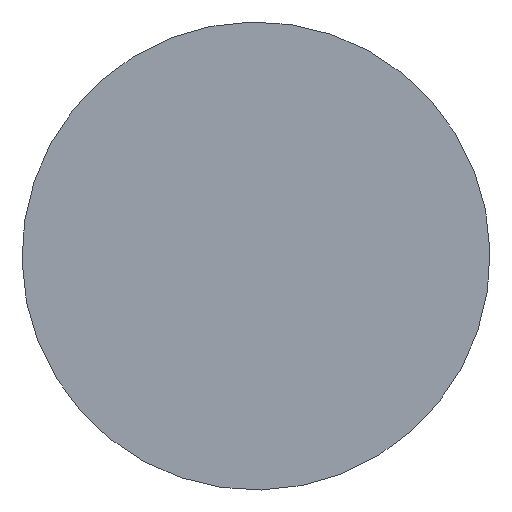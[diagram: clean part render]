
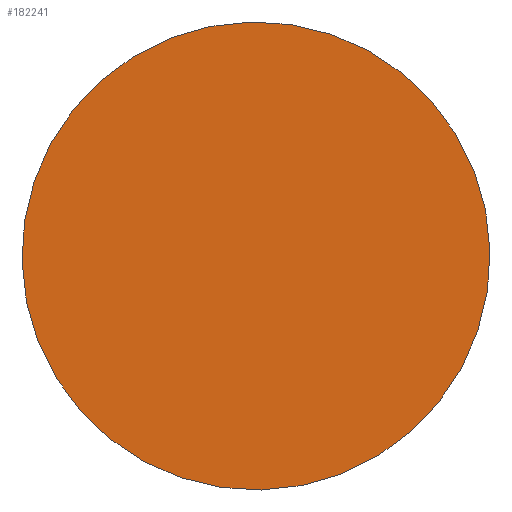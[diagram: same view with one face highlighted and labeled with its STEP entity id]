
A CAD part, left-side view. The second image highlights one B-rep face of the part: STEP entity #182241.
In plain terms, the highlighted face is planar.
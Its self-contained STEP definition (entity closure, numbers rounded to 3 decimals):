
#182001=CARTESIAN_POINT(' ',(-42.189,77.227,0.));
#182002=VERTEX_POINT(' ',#182001);
#182041=CARTESIAN_POINT(' ',(42.189,-77.227,0.));
#182042=VERTEX_POINT(' ',#182041);
#182056=CARTESIAN_POINT(' ',(0.,0.,0.));
#182061=DIRECTION(' ',(0.,0.,1.));
#182066=DIRECTION(' ',(0.479,-0.878,0.));
#182071=AXIS2_PLACEMENT_3D(' ',#182056,#182061,#182066);
#182076=CIRCLE('',#182071,88.);
#182081=EDGE_CURVE(' ',#182042,#182002,#182076,.T.);
#182146=CARTESIAN_POINT(' ',(0.,0.,0.));
#182151=DIRECTION(' ',(0.,0.,1.));
#182156=DIRECTION(' ',(-0.479,0.878,0.));
#182161=AXIS2_PLACEMENT_3D(' ',#182146,#182151,#182156);
#182166=CIRCLE('',#182161,88.);
#182171=EDGE_CURVE(' ',#182002,#182042,#182166,.T.);
#182196=DIRECTION(' ',(-0.,-0.,-1.));
#182201=CARTESIAN_POINT(' ',(-88.787,-88.48,0.));
#182206=DIRECTION(' ',(0.,1.,0.));
#182211=AXIS2_PLACEMENT_3D(' ',#182201,#182196,#182206);
#182216=PLANE('',#182211);
#182221=ORIENTED_EDGE(' ',*,*,#182171,.F.);
#182226=ORIENTED_EDGE(' ',*,*,#182081,.F.);
#182231=EDGE_LOOP(' ',(#182221,#182226));
#182236=FACE_OUTER_BOUND(' ',#182231,.T.);
#182241=ADVANCED_FACE('',(#182236),#182216,.T.);
